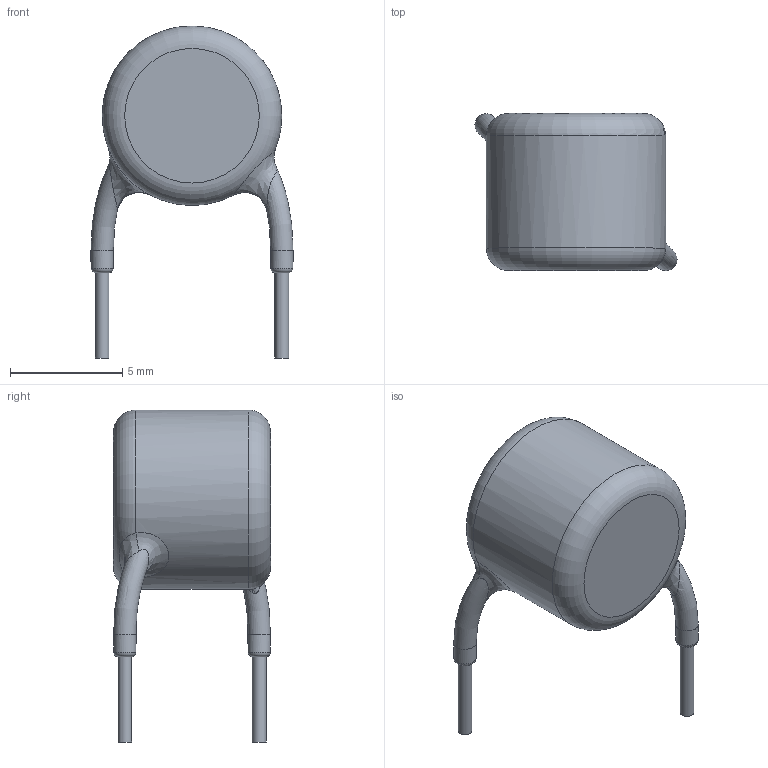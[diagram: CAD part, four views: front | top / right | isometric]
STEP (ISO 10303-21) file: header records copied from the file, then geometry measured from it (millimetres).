
FILE_DESCRIPTION(/* description */ (''),/* implementation_level */ '2;1');
FILE_NAME(/* name */ 'CAPRB_MURATA_DEC1X3J150JC4B.stp',/* time_stamp */ '2015-11-20T09:14:33+01:00',/* author */ ('bcivel'),/* organization */ (''),/* preprocessor_version */ 'ST-DEVELOPER v15.5',/* originating_system */ 'AutoCAD Mechanical',/* authorisation */ '');
FILE_SCHEMA (('AUTOMOTIVE_DESIGN { 1 0 10303 214 3 1 1 }'));
Length unit declared in the file: millimetre
Products named in the file (1): Product
Bounding box: 9.01 x 7 x 14.8 mm (x, y, z)
Volume: 352.8 mm3; surface area: 298.6 mm2
Topology: 3 solids, 3 shells, 25 faces, 49 edges, 30 vertices
Faces by surface type: plane 8, cylinder 7, torus 6, bspline 4
Full cylindrical faces by diameter (mm): 0.6 x1, 0.618 x1, 1 x2, 8 x1
Entity records: 1043 total; most frequent: CARTESIAN_POINT 611, DIRECTION 84, ORIENTED_EDGE 60, AXIS2_PLACEMENT_3D 42, EDGE_LOOP 36, EDGE_CURVE 30, FACE_OUTER_BOUND 25, ADVANCED_FACE 25
